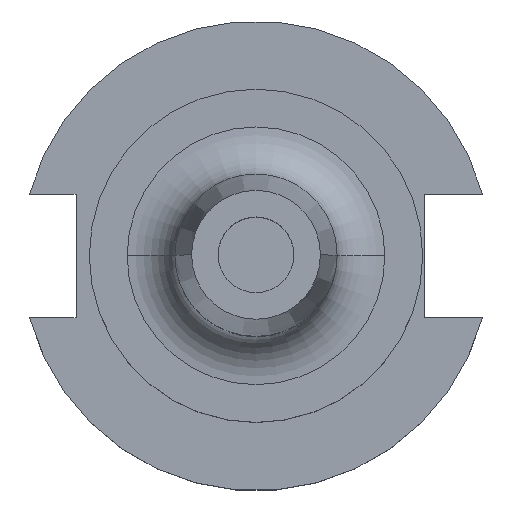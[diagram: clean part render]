
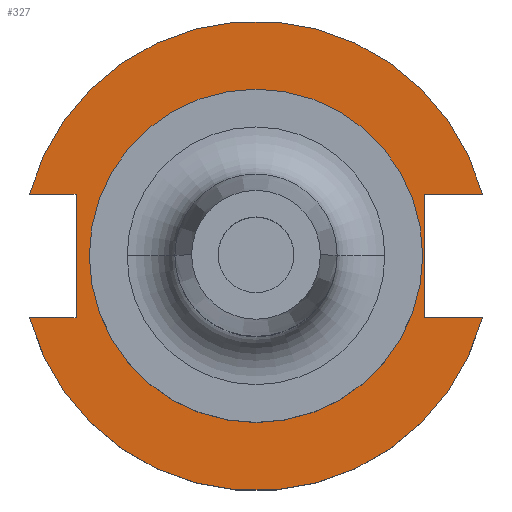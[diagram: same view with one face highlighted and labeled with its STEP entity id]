
A CAD part, top view. The second image highlights one B-rep face of the part: STEP entity #327.
In plain terms, the highlighted planar face has unit normal (0, 0, 1).
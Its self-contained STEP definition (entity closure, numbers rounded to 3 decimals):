
#17 = VERTEX_POINT ( 'NONE', #1214 ) ;
#24 = CARTESIAN_POINT ( 'NONE',  ( 35.306, 12.954, 19.05 ) ) ;
#41 = FACE_OUTER_BOUND ( 'NONE', #479, .T. ) ;
#48 = EDGE_CURVE ( 'NONE', #1377, #150, #935, .T. ) ;
#59 = LINE ( 'NONE', #1610, #1447 ) ;
#106 = EDGE_CURVE ( 'NONE', #1545, #487, #1458, .T. ) ;
#118 = VERTEX_POINT ( 'NONE', #741 ) ;
#123 = AXIS2_PLACEMENT_3D ( 'NONE', #1611, #816, #897 ) ;
#124 = DIRECTION ( 'NONE',  ( 0., -1., 0. ) ) ;
#126 = ORIENTED_EDGE ( 'NONE', *, *, #1139, .F. ) ;
#150 = VERTEX_POINT ( 'NONE', #1734 ) ;
#152 = VERTEX_POINT ( 'NONE', #332 ) ;
#168 = ORIENTED_EDGE ( 'NONE', *, *, #48, .T. ) ;
#172 = VECTOR ( 'NONE', #1421, 1000. ) ;
#246 = AXIS2_PLACEMENT_3D ( 'NONE', #1754, #281, #311 ) ;
#251 = EDGE_CURVE ( 'NONE', #731, #118, #985, .T. ) ;
#256 = DIRECTION ( 'NONE',  ( 1., 0., 0. ) ) ;
#261 = DIRECTION ( 'NONE',  ( 0., 0., 1. ) ) ;
#264 = CARTESIAN_POINT ( 'NONE',  ( 0., 0., 19.05 ) ) ;
#281 = DIRECTION ( 'NONE',  ( 0., 0., 1. ) ) ;
#311 = DIRECTION ( 'NONE',  ( 1., 0., 0. ) ) ;
#327 = ADVANCED_FACE ( 'NONE', ( #1517, #41 ), #524, .T. ) ;
#332 = CARTESIAN_POINT ( 'NONE',  ( -37.719, -12.954, 19.05 ) ) ;
#397 = CARTESIAN_POINT ( 'NONE',  ( -63.719, -12.954, 19.05 ) ) ;
#404 = VECTOR ( 'NONE', #124, 1000. ) ;
#407 = DIRECTION ( 'NONE',  ( 1., 0., 0. ) ) ;
#411 = ORIENTED_EDGE ( 'NONE', *, *, #1035, .F. ) ;
#479 = EDGE_LOOP ( 'NONE', ( #168, #850, #126, #1512, #1162, #1474, #1126, #411 ) ) ;
#482 = AXIS2_PLACEMENT_3D ( 'NONE', #642, #504, #495 ) ;
#487 = VERTEX_POINT ( 'NONE', #1655 ) ;
#495 = DIRECTION ( 'NONE',  ( 1., 0., 0. ) ) ;
#504 = DIRECTION ( 'NONE',  ( 0., 0., 1. ) ) ;
#524 = PLANE ( 'NONE',  #482 ) ;
#542 = LINE ( 'NONE', #397, #891 ) ;
#547 = AXIS2_PLACEMENT_3D ( 'NONE', #264, #261, #256 ) ;
#609 = EDGE_CURVE ( 'NONE', #1752, #150, #1048, .T. ) ;
#624 = CIRCLE ( 'NONE', #547, 34.925 ) ;
#642 = CARTESIAN_POINT ( 'NONE',  ( 0., 49.212, 19.05 ) ) ;
#651 = EDGE_LOOP ( 'NONE', ( #1251, #896 ) ) ;
#728 = DIRECTION ( 'NONE',  ( -1., 0., 0. ) ) ;
#731 = VERTEX_POINT ( 'NONE', #859 ) ;
#741 = CARTESIAN_POINT ( 'NONE',  ( -47.477, 12.954, 19.05 ) ) ;
#748 = EDGE_CURVE ( 'NONE', #1545, #118, #1495, .T. ) ;
#794 = CARTESIAN_POINT ( 'NONE',  ( 35.306, -12.954, 19.05 ) ) ;
#816 = DIRECTION ( 'NONE',  ( 0., 0., 1. ) ) ;
#850 = ORIENTED_EDGE ( 'NONE', *, *, #609, .F. ) ;
#859 = CARTESIAN_POINT ( 'NONE',  ( -37.719, 12.954, 19.05 ) ) ;
#891 = VECTOR ( 'NONE', #407, 1000. ) ;
#892 = EDGE_CURVE ( 'NONE', #152, #731, #59, .T. ) ;
#896 = ORIENTED_EDGE ( 'NONE', *, *, #1037, .F. ) ;
#897 = DIRECTION ( 'NONE',  ( 1., 0., 0. ) ) ;
#935 = CIRCLE ( 'NONE', #123, 49.212 ) ;
#985 = LINE ( 'NONE', #1403, #172 ) ;
#996 = CARTESIAN_POINT ( 'NONE',  ( 47.477, 12.954, 19.05 ) ) ;
#1015 = CARTESIAN_POINT ( 'NONE',  ( 35.306, 12.954, 19.05 ) ) ;
#1035 = EDGE_CURVE ( 'NONE', #1377, #152, #542, .T. ) ;
#1037 = EDGE_CURVE ( 'NONE', #17, #1700, #624, .T. ) ;
#1048 = LINE ( 'NONE', #1419, #1400 ) ;
#1063 = DIRECTION ( 'NONE',  ( 1., 0., 0. ) ) ;
#1072 = VECTOR ( 'NONE', #728, 1000. ) ;
#1093 = CARTESIAN_POINT ( 'NONE',  ( 34.925, 0., 19.05 ) ) ;
#1099 = CIRCLE ( 'NONE', #246, 34.925 ) ;
#1104 = DIRECTION ( 'NONE',  ( 0., 0., 1. ) ) ;
#1118 = LINE ( 'NONE', #24, #404 ) ;
#1126 = ORIENTED_EDGE ( 'NONE', *, *, #892, .F. ) ;
#1127 = CARTESIAN_POINT ( 'NONE',  ( -47.477, -12.954, 19.05 ) ) ;
#1139 = EDGE_CURVE ( 'NONE', #487, #1752, #1118, .T. ) ;
#1162 = ORIENTED_EDGE ( 'NONE', *, *, #748, .T. ) ;
#1188 = CARTESIAN_POINT ( 'NONE',  ( 0., 0., 19.05 ) ) ;
#1214 = CARTESIAN_POINT ( 'NONE',  ( -34.925, 0., 19.05 ) ) ;
#1251 = ORIENTED_EDGE ( 'NONE', *, *, #1443, .F. ) ;
#1377 = VERTEX_POINT ( 'NONE', #1127 ) ;
#1400 = VECTOR ( 'NONE', #1413, 1000. ) ;
#1403 = CARTESIAN_POINT ( 'NONE',  ( -63.719, 12.954, 19.05 ) ) ;
#1413 = DIRECTION ( 'NONE',  ( 1., 0., 0. ) ) ;
#1419 = CARTESIAN_POINT ( 'NONE',  ( 35.306, -12.954, 19.05 ) ) ;
#1421 = DIRECTION ( 'NONE',  ( -1., 0., 0. ) ) ;
#1443 = EDGE_CURVE ( 'NONE', #1700, #17, #1099, .T. ) ;
#1447 = VECTOR ( 'NONE', #1633, 1000. ) ;
#1458 = LINE ( 'NONE', #1015, #1072 ) ;
#1474 = ORIENTED_EDGE ( 'NONE', *, *, #251, .F. ) ;
#1495 = CIRCLE ( 'NONE', #1583, 49.212 ) ;
#1512 = ORIENTED_EDGE ( 'NONE', *, *, #106, .F. ) ;
#1517 = FACE_BOUND ( 'NONE', #651, .T. ) ;
#1545 = VERTEX_POINT ( 'NONE', #996 ) ;
#1583 = AXIS2_PLACEMENT_3D ( 'NONE', #1188, #1104, #1063 ) ;
#1610 = CARTESIAN_POINT ( 'NONE',  ( -37.719, 12.954, 19.05 ) ) ;
#1611 = CARTESIAN_POINT ( 'NONE',  ( 0., 0., 19.05 ) ) ;
#1633 = DIRECTION ( 'NONE',  ( 0., 1., 0. ) ) ;
#1655 = CARTESIAN_POINT ( 'NONE',  ( 35.306, 12.954, 19.05 ) ) ;
#1700 = VERTEX_POINT ( 'NONE', #1093 ) ;
#1734 = CARTESIAN_POINT ( 'NONE',  ( 47.477, -12.954, 19.05 ) ) ;
#1752 = VERTEX_POINT ( 'NONE', #794 ) ;
#1754 = CARTESIAN_POINT ( 'NONE',  ( 0., 0., 19.05 ) ) ;
